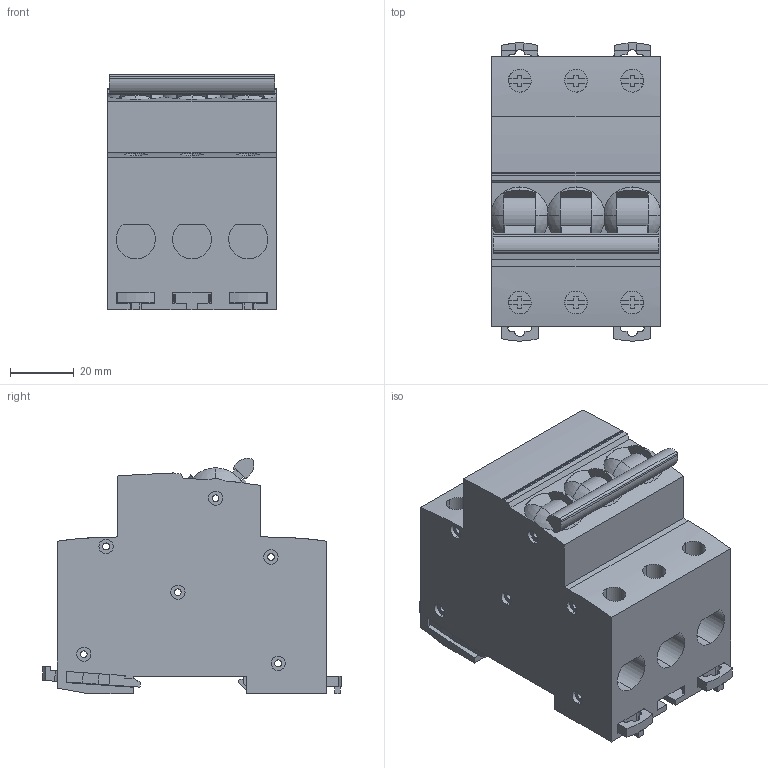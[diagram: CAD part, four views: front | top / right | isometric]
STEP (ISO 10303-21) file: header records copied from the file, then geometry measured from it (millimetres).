
FILE_DESCRIPTION(('STEP AP214'),'1');
FILE_NAME(' ',' ',('TraceParts'),('TraceParts S.A.'),'XStep 1.0',' ',' ');
FILE_SCHEMA(('automotive_design'));
Length unit declared in the file: millimetre
Products named in the file (12): SB100448_S_ASM|Next assembly relationship;COQUE_PRINCIPALE_3P_BIS; SB100448_S_ASM|Next assembly relationship;CLIP_2; SB100448_S_ASM|Next assembly relationship;CLIP_1; SB100448_S_ASM|Next assembly relationship;VIS_7_2; SB100448_S_ASM|Next assembly relationship;MANETTE_3
Bounding box: 53.1 x 93.9 x 74.03 mm (x, y, z)
Volume: 241298.3 mm3; surface area: 46665.5 mm2
Topology: 12 solids, 12 shells, 707 faces, 1987 edges, 1320 vertices
Faces by surface type: plane 520, cylinder 175, sphere 12
Entity records: 23351 total; most frequent: CARTESIAN_POINT 4520, ORIENTED_EDGE 3974, DIRECTION 3775, EDGE_CURVE 1987, LINE 1537, VECTOR 1537, VERTEX_POINT 1320, AXIS2_PLACEMENT_3D 1119
